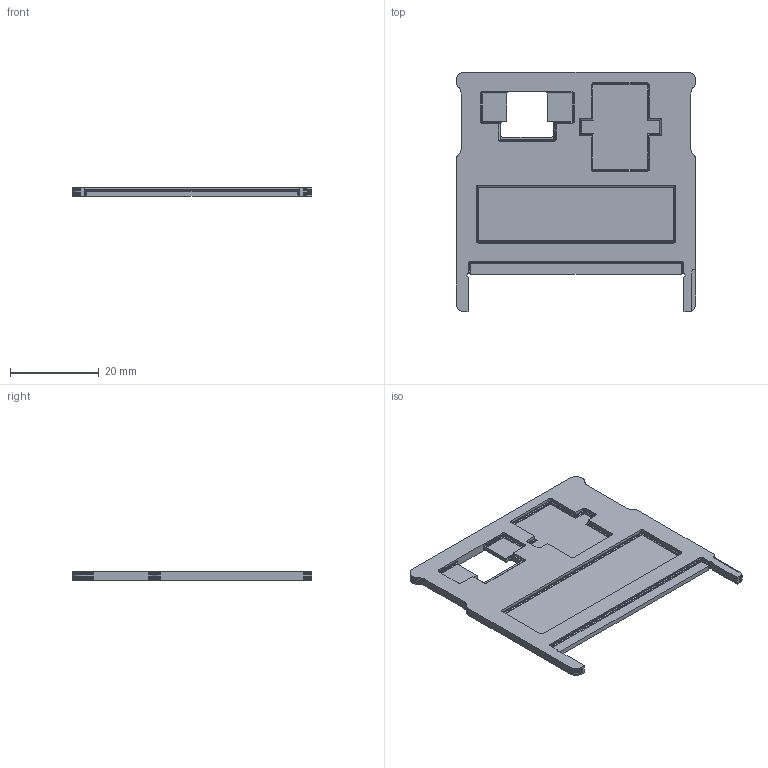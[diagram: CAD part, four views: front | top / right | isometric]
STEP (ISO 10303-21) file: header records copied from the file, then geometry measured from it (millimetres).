
FILE_DESCRIPTION(('FreeCAD Model'),'2;1');
FILE_NAME('Open CASCADE Shape Model','2023-11-25T03:16:27',(''),(''), 'Open CASCADE STEP processor 7.6','FreeCAD','Unknown');
FILE_SCHEMA(('AUTOMOTIVE_DESIGN { 1 0 10303 214 1 1 1 1 }'));
Length unit declared in the file: millimetre
Products named in the file (1): WP_2_IC_Card_Cover_MRAM_512_SLS001001
Bounding box: 54 x 54 x 1.85 mm (x, y, z)
Surface area: 5402.1 mm2 (no closed solid volume)
Topology: 0 solids, 1 shells, 1101 faces, 2087 edges, 990 vertices
Faces by surface type: plane 1101
Entity records: 25435 total; most frequent: DIRECTION 4291, CARTESIAN_POINT 4179, ORIENTED_EDGE 4174, EDGE_CURVE 2087, LINE 2087, VECTOR 2087, FACE_BOUND 1105, EDGE_LOOP 1105
